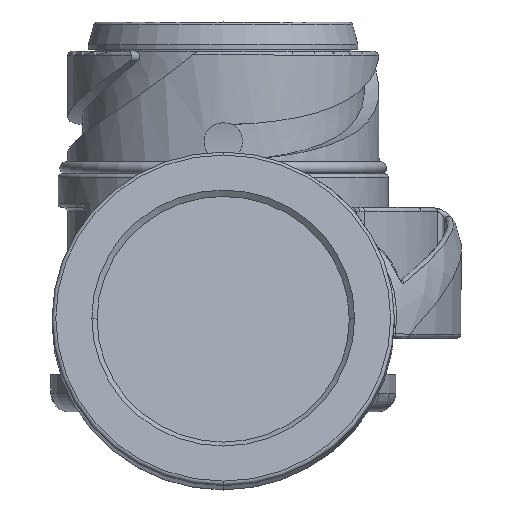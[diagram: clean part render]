
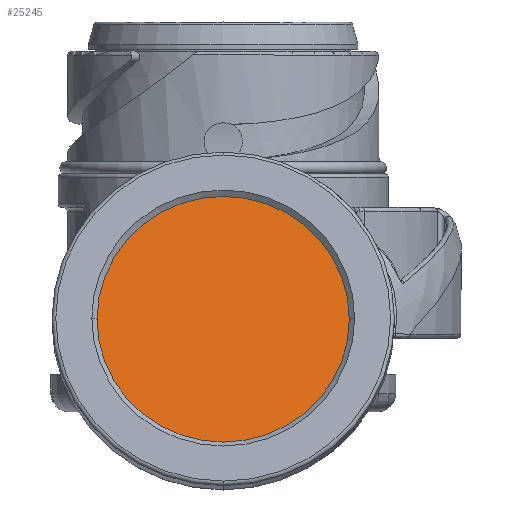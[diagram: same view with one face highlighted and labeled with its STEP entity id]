
A CAD part, top view. The second image highlights one B-rep face of the part: STEP entity #25245.
In plain terms, the highlighted planar face has unit normal (0, 0.225, 0.974).
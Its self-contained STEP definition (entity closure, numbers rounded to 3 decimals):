
#9641=CARTESIAN_POINT('',(0.,-14.931,40.998));
#9642=DIRECTION('',(0.,0.225,0.974));
#9643=DIRECTION('',(1.,0.,0.));
#9644=AXIS2_PLACEMENT_3D('',#9641,#9642,#9643);
#9646=CARTESIAN_POINT('',(0.,-14.931,40.998));
#9647=DIRECTION('',(0.,-0.225,-0.974));
#9648=DIRECTION('',(1.,0.,0.));
#9649=AXIS2_PLACEMENT_3D('',#9646,#9647,#9648);
#12383=CARTESIAN_POINT('',(16.8,-14.931,40.998));
#12384=CARTESIAN_POINT('',(-16.8,-14.931,40.998));
#12385=VERTEX_POINT('',#12383);
#12386=VERTEX_POINT('',#12384);
#25236=CARTESIAN_POINT('',(0.,-14.931,40.998));
#25237=DIRECTION('',(0.,-0.225,-0.974));
#25238=DIRECTION('',(1.,0.,0.));
#25239=AXIS2_PLACEMENT_3D('',#25236,#25237,#25238);
#25240=PLANE('',#25239);
#25241=ORIENTED_EDGE('',*,*,#25230,.F.);
#25242=ORIENTED_EDGE('',*,*,#25216,.T.);
#25243=EDGE_LOOP('',(#25241,#25242));
#25244=FACE_OUTER_BOUND('',#25243,.F.);
#25245=ADVANCED_FACE('',(#25244),#25240,.F.);
#9645=CIRCLE('',#9644,16.8);
#9650=CIRCLE('',#9649,16.8);
#25216=EDGE_CURVE('',#12385,#12386,#9650,.T.);
#25230=EDGE_CURVE('',#12385,#12386,#9645,.T.);
